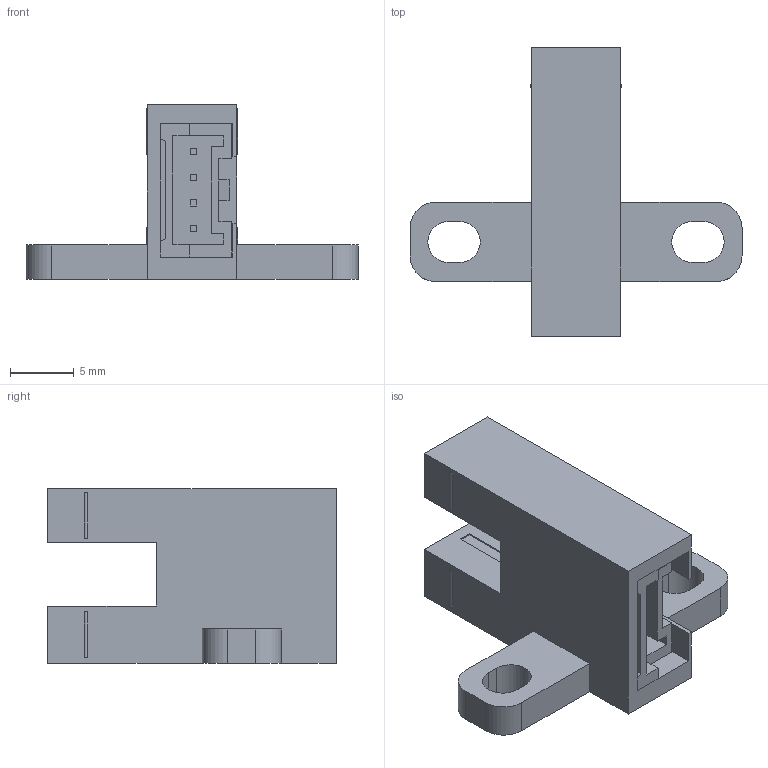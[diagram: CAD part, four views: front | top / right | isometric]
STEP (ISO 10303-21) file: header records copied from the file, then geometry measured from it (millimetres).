
FILE_DESCRIPTION((''),'2;1');
FILE_NAME('PU-65NT','2022-07-29T16:06:22',('Administrator'),(''),'CREO PARAMETRIC BY PTC INC, 2021023','CREO PARAMETRIC BY PTC INC, 2021023','');
FILE_SCHEMA(('AUTOMOTIVE_DESIGN { 1 0 10303 214 1 1 1 1 }'));
Length unit declared in the file: millimetre
Products named in the file (1): PU-65NT
Bounding box: 26 x 22.6 x 13.7 mm (x, y, z)
Volume: 1868.5 mm3; surface area: 1849.3 mm2
Topology: 1 solids, 1 shells, 125 faces, 334 edges, 222 vertices
Faces by surface type: plane 113, cylinder 12
Entity records: 5334 total; most frequent: CARTESIAN_POINT 683, ORIENTED_EDGE 668, DIRECTION 608, PRESENTATION_STYLE_ASSIGNMENT 383, STYLED_ITEM 335, CURVE_STYLE 334, EDGE_CURVE 334, VECTOR 310
